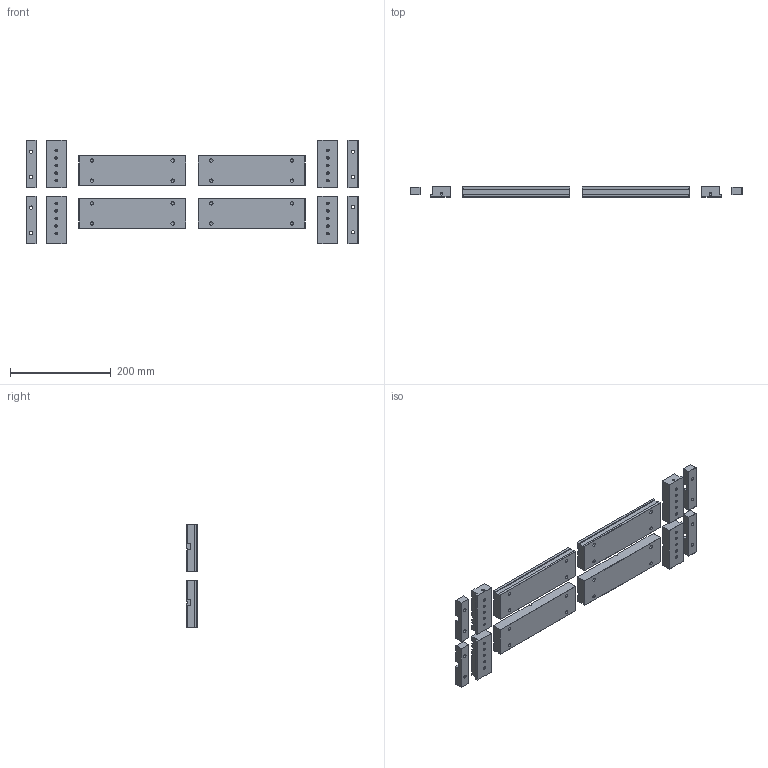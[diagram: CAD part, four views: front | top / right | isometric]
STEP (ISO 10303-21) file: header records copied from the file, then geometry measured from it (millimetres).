
FILE_DESCRIPTION(('STEP AP203'), '1');
FILE_NAME('倎.00.00 - 扻斀錼膷 7,4.stp', '2019-01-22T13:38:18', ('UNSPECIFIED'), ('UNSPECIFIED'), 'ASCON STEP Converter 1.0', 'Kompas 3D', '');
FILE_SCHEMA(('CONFIG_CONTROL_DESIGN'));
Length unit declared in the file: millimetre
Products named in the file (10): 1; 2; 3; 4; 5; 6; 7; 8; 9; 10
Assembly tree (12 placements, depth 2):
  1
    2
    3
    4
    5
    6
    7
    8
    9
    10  x4
Bounding box: 658.6 x 20 x 205 mm (x, y, z)
Volume: 1322241 mm3; surface area: 242859.6 mm2
Topology: 12 solids, 12 shells, 1610 faces, 4297 edges, 2676 vertices
Faces by surface type: plane 700, cylinder 544, cone 180, torus 86, sphere 68, bspline 32
Full cylindrical faces by diameter (mm): 3 x20, 4.917 x2, 5.188 x2, 6.5 x8, 6.647 x16, 10.5 x8
Entity records: 57373 total; most frequent: CARTESIAN_POINT 17390, DIRECTION 8274, ORIENTED_EDGE 8042, EDGE_CURVE 4021, AXIS2_PLACEMENT_3D 3146, VERTEX_POINT 2550, LINE 1982, VECTOR 1982
